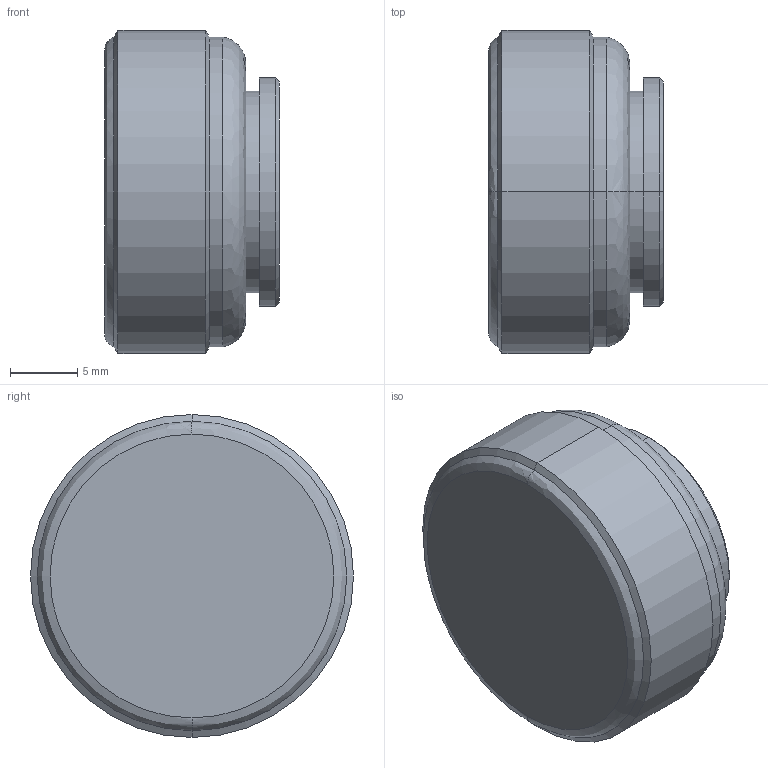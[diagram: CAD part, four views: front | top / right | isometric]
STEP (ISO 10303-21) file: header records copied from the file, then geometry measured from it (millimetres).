
FILE_DESCRIPTION( (''), '2;1');
FILE_NAME ('PC3955.25140.THA_340SUS_24_8_T_26174.stp','2025-12-03T09:15:30',(''),(''),'spGate 20.6.3 (****-****-****-****)','','');
FILE_SCHEMA (('AUTOMOTIVE_DESIGN'));
Length unit declared in the file: millimetre
Bounding box: 13 x 24 x 24 mm (x, y, z)
Volume: 4552.8 mm3; surface area: 2018 mm2
Topology: 1 solids, 1 shells, 32 faces, 64 edges, 35 vertices
Faces by surface type: bspline 16, cylinder 12, plane 4
Entity records: 1482 total; most frequent: CARTESIAN_POINT 368, ORIENTED_EDGE 124, DIRECTION 100, COLOUR_RGB 95, PRESENTATION_STYLE_ASSIGNMENT 95, STYLED_ITEM 95, EDGE_CURVE 62, DRAUGHTING_PRE_DEFINED_CURVE_FONT 62
